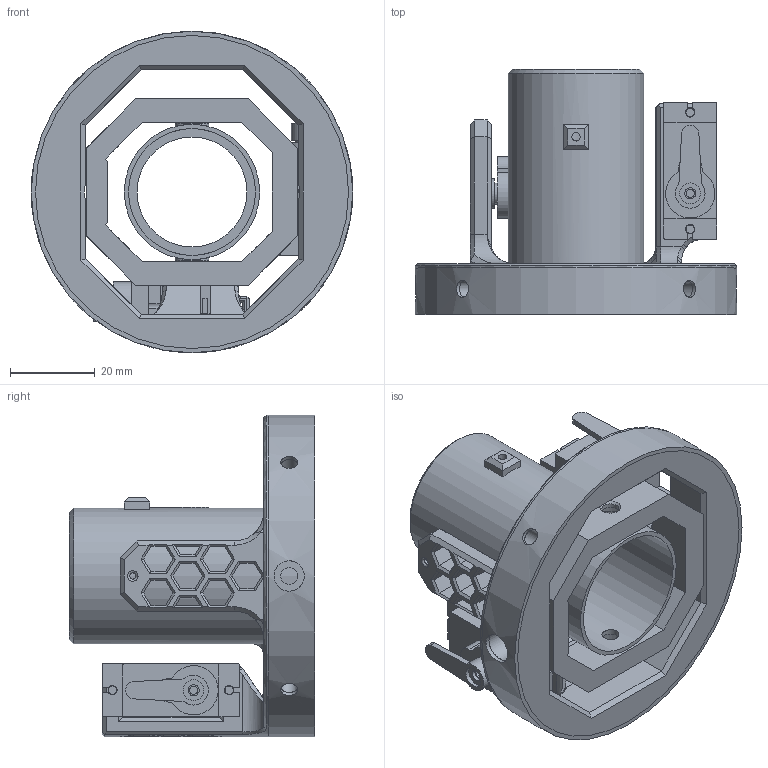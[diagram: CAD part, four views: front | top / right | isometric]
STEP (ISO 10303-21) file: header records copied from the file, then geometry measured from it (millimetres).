
FILE_DESCRIPTION(/* description */ (''),/* implementation_level */ '2;1');
FILE_NAME(/* name */ 'TVc Gimbal v8.step',/* time_stamp */ '2022-11-27T12:35:45-05:00',/* author */ (''),/* organization */ (''),/* preprocessor_version */ 'ST-DEVELOPER v19.2',/* originating_system */ 'Autodesk Translation Framework v11.17.0.187',/* authorisation */ '');
FILE_SCHEMA (('AUTOMOTIVE_DESIGN { 1 0 10303 214 3 1 1 }'));
Length unit declared in the file: millimetre
Products named in the file (6): TVc Gimbal; servo; servo_1; servo_2; splined-drive; horn
Assembly tree (8 placements, depth 3):
  TVc Gimbal
    servo
      servo_2
      splined-drive
      horn
    servo_1
      servo_2
      splined-drive
      horn
Bounding box: 76 x 58 x 76 mm (x, y, z)
Volume: 60916.3 mm3; surface area: 46543.1 mm2
Topology: 10 solids, 10 shells, 622 faces, 1608 edges, 1018 vertices
Faces by surface type: plane 443, cylinder 105, bspline 54, cone 19, torus 1
Full cylindrical faces by diameter (mm): 1.5 x1, 1.95 x2, 2 x6, 2.62 x2, 4 x16, 4.92 x8, 7 x2, 7.2 x4, 9.4 x4, 10.5 x4, 26 x1, 30 x1, 32 x1, 74 x2, 76 x2
Entity records: 18872 total; most frequent: CARTESIAN_POINT 5437, ORIENTED_EDGE 2904, DIRECTION 2416, EDGE_CURVE 1452, LINE 1024, VECTOR 1024, VERTEX_POINT 914, AXIS2_PLACEMENT_3D 696
